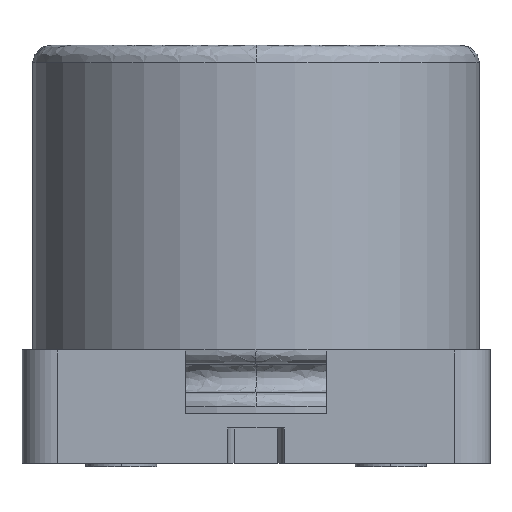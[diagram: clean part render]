
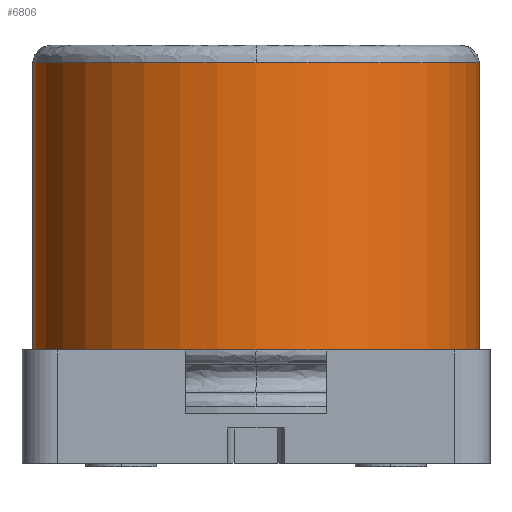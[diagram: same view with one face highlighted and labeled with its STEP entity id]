
A CAD part, left-side view. The second image highlights one B-rep face of the part: STEP entity #6806.
In plain terms, the highlighted cylindrical face has radius 3.15 mm (diameter 6.3 mm), a partial arc.
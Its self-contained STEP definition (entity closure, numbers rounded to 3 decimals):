
#34 = DIRECTION ( 'NONE',  ( 0., 0., -1. ) ) ;
#201 = DIRECTION ( 'NONE',  ( 0., 1., 0. ) ) ;
#257 = CARTESIAN_POINT ( 'NONE',  ( -3.15, 0., 1.6 ) ) ;
#386 = AXIS2_PLACEMENT_3D ( 'NONE', #7198, #7966, #1396 ) ;
#627 = ORIENTED_EDGE ( 'NONE', *, *, #7560, .T. ) ;
#636 = VERTEX_POINT ( 'NONE', #2585 ) ;
#646 = CARTESIAN_POINT ( 'NONE',  ( 0., -3.15, 3.625 ) ) ;
#728 = EDGE_CURVE ( 'NONE', #4742, #2981, #3139, .T. ) ;
#1245 = VERTEX_POINT ( 'NONE', #4996 ) ;
#1315 = ORIENTED_EDGE ( 'NONE', *, *, #728, .T. ) ;
#1396 = DIRECTION ( 'NONE',  ( 0., 1., 0. ) ) ;
#1535 = CIRCLE ( 'NONE', #5629, 3.15 ) ;
#1580 = DIRECTION ( 'NONE',  ( 0., 1., 0. ) ) ;
#1641 = EDGE_CURVE ( 'NONE', #1245, #4742, #6130, .T. ) ;
#1770 = VECTOR ( 'NONE', #4561, 1000. ) ;
#1845 = FACE_OUTER_BOUND ( 'NONE', #3588, .T. ) ;
#2585 = CARTESIAN_POINT ( 'NONE',  ( 0., -3.15, 5.65 ) ) ;
#2727 = CARTESIAN_POINT ( 'NONE',  ( 0., 3.15, 5.65 ) ) ;
#2981 = VERTEX_POINT ( 'NONE', #2988 ) ;
#2988 = CARTESIAN_POINT ( 'NONE',  ( 0., -3.15, 1.6 ) ) ;
#3139 = CIRCLE ( 'NONE', #4366, 3.15 ) ;
#3245 = DIRECTION ( 'NONE',  ( 0., 0., -1. ) ) ;
#3445 = VERTEX_POINT ( 'NONE', #4802 ) ;
#3588 = EDGE_LOOP ( 'NONE', ( #7110, #3671, #5968, #627, #5192, #1315 ) ) ;
#3634 = AXIS2_PLACEMENT_3D ( 'NONE', #4552, #34, #5246 ) ;
#3671 = ORIENTED_EDGE ( 'NONE', *, *, #7390, .T. ) ;
#4196 = CIRCLE ( 'NONE', #386, 3.15 ) ;
#4366 = AXIS2_PLACEMENT_3D ( 'NONE', #4786, #5918, #7899 ) ;
#4438 = CARTESIAN_POINT ( 'NONE',  ( 0., 3.15, 3.625 ) ) ;
#4552 = CARTESIAN_POINT ( 'NONE',  ( 0., 0., 3.625 ) ) ;
#4561 = DIRECTION ( 'NONE',  ( 0., 0., -1. ) ) ;
#4632 = AXIS2_PLACEMENT_3D ( 'NONE', #4951, #4827, #1580 ) ;
#4742 = VERTEX_POINT ( 'NONE', #257 ) ;
#4786 = CARTESIAN_POINT ( 'NONE',  ( 0., 0., 1.6 ) ) ;
#4802 = CARTESIAN_POINT ( 'NONE',  ( -3.15, 0., 5.65 ) ) ;
#4807 = DIRECTION ( 'NONE',  ( 0., 0., -1. ) ) ;
#4827 = DIRECTION ( 'NONE',  ( 0., 0., 1. ) ) ;
#4951 = CARTESIAN_POINT ( 'NONE',  ( 0., 0., 1.6 ) ) ;
#4996 = CARTESIAN_POINT ( 'NONE',  ( 0., 3.15, 1.6 ) ) ;
#5192 = ORIENTED_EDGE ( 'NONE', *, *, #1641, .T. ) ;
#5246 = DIRECTION ( 'NONE',  ( 0., 1., 0. ) ) ;
#5438 = VECTOR ( 'NONE', #3245, 1000. ) ;
#5629 = AXIS2_PLACEMENT_3D ( 'NONE', #6156, #4807, #201 ) ;
#5801 = LINE ( 'NONE', #4438, #1770 ) ;
#5918 = DIRECTION ( 'NONE',  ( 0., 0., 1. ) ) ;
#5968 = ORIENTED_EDGE ( 'NONE', *, *, #5991, .T. ) ;
#5991 = EDGE_CURVE ( 'NONE', #3445, #7313, #1535, .T. ) ;
#6130 = CIRCLE ( 'NONE', #4632, 3.15 ) ;
#6156 = CARTESIAN_POINT ( 'NONE',  ( 0., 0., 5.65 ) ) ;
#6543 = LINE ( 'NONE', #646, #5438 ) ;
#6806 = ADVANCED_FACE ( 'NONE', ( #1845 ), #7760, .T. ) ;
#7110 = ORIENTED_EDGE ( 'NONE', *, *, #7589, .F. ) ;
#7198 = CARTESIAN_POINT ( 'NONE',  ( 0., 0., 5.65 ) ) ;
#7313 = VERTEX_POINT ( 'NONE', #2727 ) ;
#7390 = EDGE_CURVE ( 'NONE', #636, #3445, #4196, .T. ) ;
#7560 = EDGE_CURVE ( 'NONE', #7313, #1245, #5801, .T. ) ;
#7589 = EDGE_CURVE ( 'NONE', #636, #2981, #6543, .T. ) ;
#7760 = CYLINDRICAL_SURFACE ( 'NONE', #3634, 3.15 ) ;
#7899 = DIRECTION ( 'NONE',  ( 0., 1., 0. ) ) ;
#7966 = DIRECTION ( 'NONE',  ( 0., 0., -1. ) ) ;
